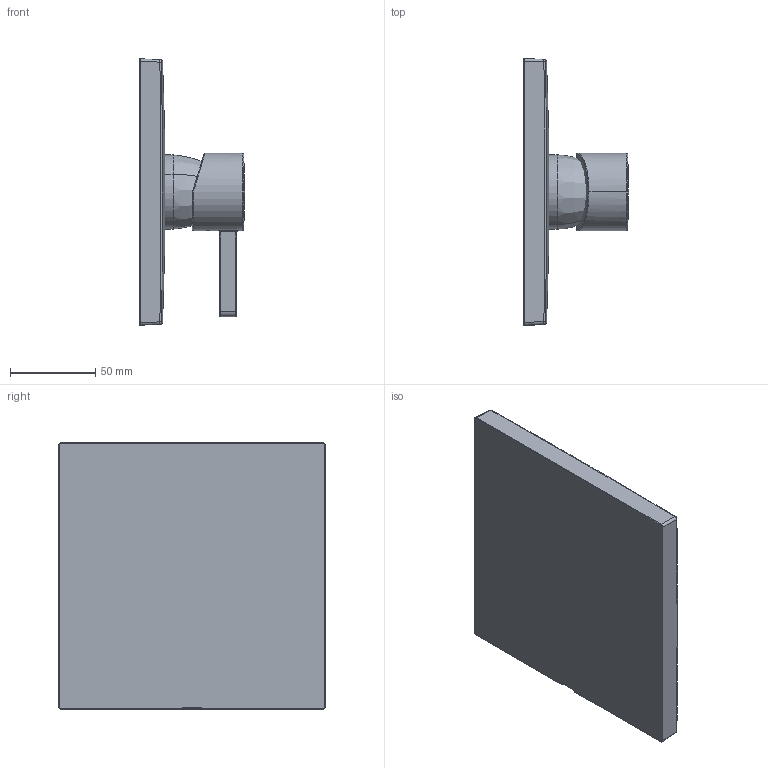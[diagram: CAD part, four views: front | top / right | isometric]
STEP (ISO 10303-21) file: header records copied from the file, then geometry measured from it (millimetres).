
FILE_DESCRIPTION(('CAx-IF Rec.Pracs.---Model Styling and Organization---1.2---2011-12-15','CAx-IF Rec.Pracs.---Geometric and Assembly Validation Properties---4.1---2014-06-16','CAx-IF Rec.Pracs.---PMI Polyline Presentation---2.0---2013-05-24'),'2;1');
FILE_NAME('1000146400_PPR_000.stp','2020-09-28T12:30:33+02:00',(''),(''),'STEP Interface 4.3 by CT CoreTechnologie','3D_Evolution4.3 by CT CoreTechnologie','');
FILE_SCHEMA(('AP203_CONFIGURATION_CONTROLLED_3D_DESIGN_OF_MECHANICAL_PARTS_AND_ASSEMBLIES_MIM_LF'));
Length unit declared in the file: millimetre
Products named in the file (5): P_2 HG Finoris Brausemischer UP F-Set 1000146400_PPR_000_A0; P_2 Huelse_UP_M35 (Länge 27,25) 1000083975_PPA_000_A0; P_2 HG Griffstopfen 1000084524_PPA_000_A0; P_2 Rosette DUP Vivenis 1000146946_PPA_000_A0; P_2 Griff M35 WUP_DUP ReFlex 1000147167_PPA_000_A0
Assembly tree (4 placements, depth 2):
  P_2 HG Finoris Brausemischer UP F-Set 1000146400_PPR_000_A0
    P_2 Huelse_UP_M35 (Länge 27,25) 1000083975_PPA_000_A0
    P_2 HG Griffstopfen 1000084524_PPA_000_A0
    P_2 Rosette DUP Vivenis 1000146946_PPA_000_A0
    P_2 Griff M35 WUP_DUP ReFlex 1000147167_PPA_000_A0
Bounding box: 61.51 x 155.98 x 155.98 mm (x, y, z)
Volume: 420471.2 mm3; surface area: 71531 mm2
Topology: 4 solids, 4 shells, 102 faces, 225 edges, 127 vertices
Faces by surface type: bspline 47, cylinder 34, plane 21
Entity records: 8741 total; most frequent: CARTESIAN_POINT 5177, ORIENTED_EDGE 438, DIRECTION 425, EDGE_CURVE 219, AXIS2_PLACEMENT_3D 180, VERTEX_POINT 127, CIRCLE 120, EDGE_LOOP 104
